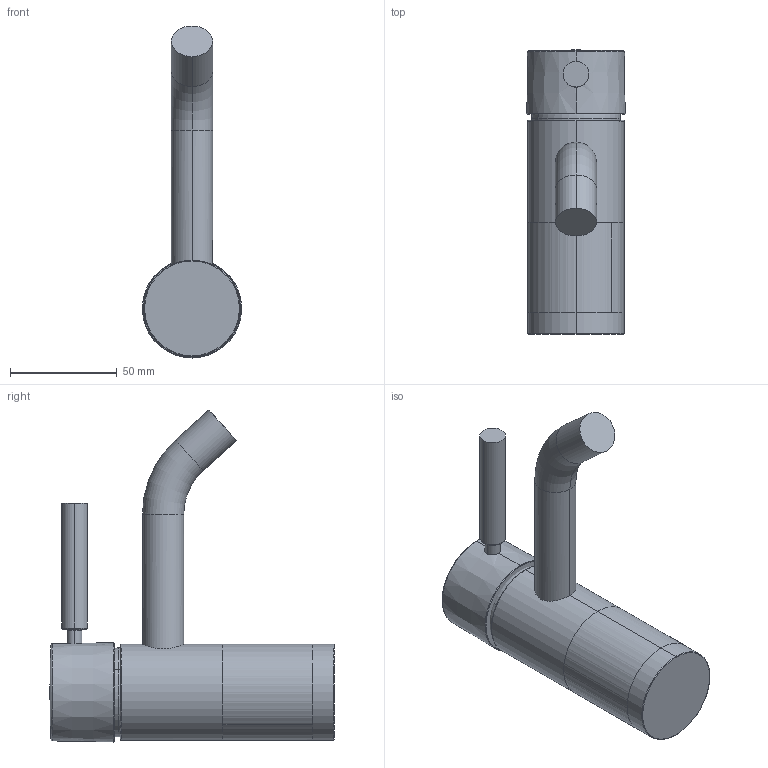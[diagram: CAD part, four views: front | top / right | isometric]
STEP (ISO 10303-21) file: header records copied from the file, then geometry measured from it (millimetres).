
FILE_DESCRIPTION (( 'STEP AP203' ), '1' );
FILE_NAME ('33526660.STEP', '2018-08-13T07:30:17', ( '' ), ( '' ), 'SwSTEP 2.0', 'SolidWorks 2017', '' );
FILE_SCHEMA (( 'CONFIG_CONTROL_DESIGN' ));
Length unit declared in the file: millimetre
Products named in the file (8): Planungsmodell_Stopfen-+-09.31.20.109.90-01; Planungsmodell_Griff Hebel-+-09.20.66.001-01; 33526660; Planungsmodell_Hebel Unterteil-+-09.20.66.002-01; Planungsmodell_Koerper-+-09.19.66.004-01; Planungsmodell_Rohr_gerade-+-28.568.780-10_ _K178_45x42; Planungsmodell_Auslauf-+-09.11.06.206-01; Planungsmodell_Haube-+-09.28.30.041.90-01
Assembly tree (7 placements, depth 2):
  33526660
    Planungsmodell_Koerper-+-09.19.66.004-01
    Planungsmodell_Auslauf-+-09.11.06.206-01
    Planungsmodell_Haube-+-09.28.30.041.90-01
    Planungsmodell_Hebel Unterteil-+-09.20.66.002-01
    Planungsmodell_Griff Hebel-+-09.20.66.001-01
    Planungsmodell_Stopfen-+-09.31.20.109.90-01
    Planungsmodell_Rohr_gerade-+-28.568.780-10_ _K178_45x42
Bounding box: 46.49 x 133 x 155.42 mm (x, y, z)
Volume: 333222.8 mm3; surface area: 48475.3 mm2
Topology: 7 solids, 7 shells, 71 faces, 137 edges, 83 vertices
Faces by surface type: cylinder 26, torus 20, plane 15, sphere 6, cone 4
Entity records: 3017 total; most frequent: CARTESIAN_POINT 667, DIRECTION 381, ORIENTED_EDGE 274, AXIS2_PLACEMENT_3D 175, EDGE_CURVE 137, CIRCLE 94, VERTEX_POINT 83, EDGE_LOOP 74
